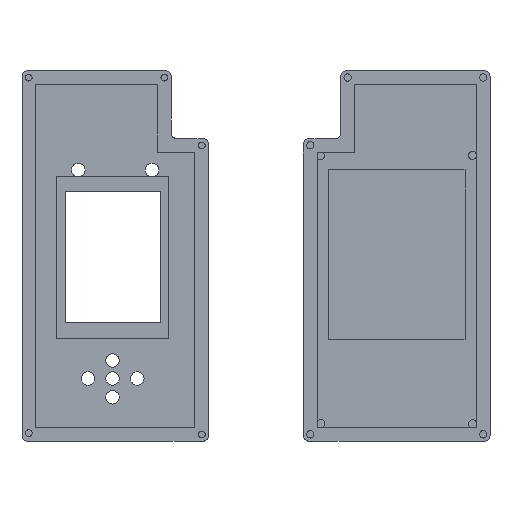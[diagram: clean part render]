
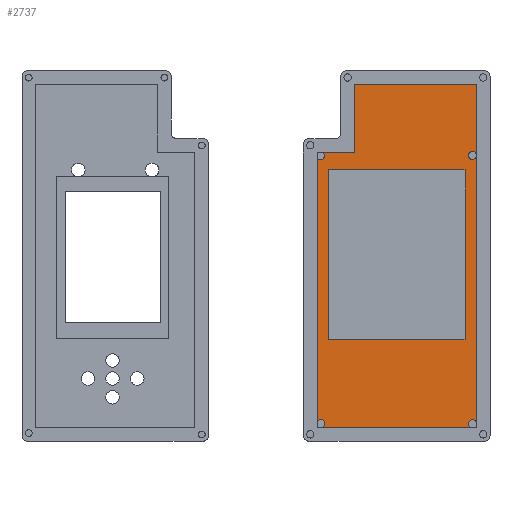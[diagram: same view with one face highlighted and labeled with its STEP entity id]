
A CAD part, top view. The second image highlights one B-rep face of the part: STEP entity #2737.
In plain terms, the highlighted planar face has unit normal (0, 0, 1).
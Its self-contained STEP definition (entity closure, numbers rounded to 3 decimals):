
#124=FACE_BOUND('',#434,.T.);
#261=FACE_OUTER_BOUND('',#433,.T.);
#433=EDGE_LOOP('',(#2188,#2189,#2190,#2191,#2192,#2193,#2194,#2195,#2196,
#2197,#2198));
#434=EDGE_LOOP('',(#2199,#2200,#2201,#2202));
#659=CIRCLE('',#3023,1.5);
#660=CIRCLE('',#3025,1.5);
#661=CIRCLE('',#3027,1.5);
#662=CIRCLE('',#3028,1.5);
#719=LINE('',#4057,#945);
#728=LINE('',#4080,#954);
#736=LINE('',#4098,#962);
#764=LINE('',#4224,#990);
#768=LINE('',#4231,#994);
#826=LINE('',#4486,#1052);
#827=LINE('',#4487,#1053);
#828=LINE('',#4491,#1054);
#829=LINE('',#4493,#1055);
#830=LINE('',#4495,#1056);
#831=LINE('',#4496,#1057);
#945=VECTOR('',#3170,10.);
#954=VECTOR('',#3189,10.);
#962=VECTOR('',#3203,10.);
#990=VECTOR('',#3343,10.);
#994=VECTOR('',#3347,10.);
#1052=VECTOR('',#3667,10.);
#1053=VECTOR('',#3668,10.);
#1054=VECTOR('',#3671,10.);
#1055=VECTOR('',#3672,10.);
#1056=VECTOR('',#3673,10.);
#1057=VECTOR('',#3674,10.);
#1171=VERTEX_POINT('',#4054);
#1172=VERTEX_POINT('',#4056);
#1180=VERTEX_POINT('',#4077);
#1181=VERTEX_POINT('',#4079);
#1187=VERTEX_POINT('',#4095);
#1188=VERTEX_POINT('',#4097);
#1229=VERTEX_POINT('',#4221);
#1230=VERTEX_POINT('',#4223);
#1232=VERTEX_POINT('',#4228);
#1233=VERTEX_POINT('',#4230);
#1299=VERTEX_POINT('',#4485);
#1300=VERTEX_POINT('',#4489);
#1301=VERTEX_POINT('',#4490);
#1302=VERTEX_POINT('',#4492);
#1303=VERTEX_POINT('',#4494);
#1413=EDGE_CURVE('',#1171,#1172,#719,.T.);
#1424=EDGE_CURVE('',#1180,#1181,#728,.T.);
#1433=EDGE_CURVE('',#1187,#1188,#736,.T.);
#1497=EDGE_CURVE('',#1229,#1230,#764,.T.);
#1501=EDGE_CURVE('',#1232,#1233,#768,.T.);
#1622=EDGE_CURVE('',#1171,#1188,#659,.T.);
#1623=EDGE_CURVE('',#1229,#1233,#660,.T.);
#1624=EDGE_CURVE('',#1187,#1230,#661,.T.);
#1625=EDGE_CURVE('',#1299,#1232,#826,.T.);
#1626=EDGE_CURVE('',#1181,#1299,#827,.T.);
#1627=EDGE_CURVE('',#1180,#1172,#662,.T.);
#1628=EDGE_CURVE('',#1300,#1301,#828,.T.);
#1629=EDGE_CURVE('',#1301,#1302,#829,.T.);
#1630=EDGE_CURVE('',#1302,#1303,#830,.T.);
#1631=EDGE_CURVE('',#1303,#1300,#831,.T.);
#2188=ORIENTED_EDGE('',*,*,#1622,.T.);
#2189=ORIENTED_EDGE('',*,*,#1433,.F.);
#2190=ORIENTED_EDGE('',*,*,#1624,.T.);
#2191=ORIENTED_EDGE('',*,*,#1497,.F.);
#2192=ORIENTED_EDGE('',*,*,#1623,.T.);
#2193=ORIENTED_EDGE('',*,*,#1501,.F.);
#2194=ORIENTED_EDGE('',*,*,#1625,.F.);
#2195=ORIENTED_EDGE('',*,*,#1626,.F.);
#2196=ORIENTED_EDGE('',*,*,#1424,.F.);
#2197=ORIENTED_EDGE('',*,*,#1627,.T.);
#2198=ORIENTED_EDGE('',*,*,#1413,.F.);
#2199=ORIENTED_EDGE('',*,*,#1628,.T.);
#2200=ORIENTED_EDGE('',*,*,#1629,.T.);
#2201=ORIENTED_EDGE('',*,*,#1630,.T.);
#2202=ORIENTED_EDGE('',*,*,#1631,.T.);
#2602=PLANE('',#3026);
#2737=ADVANCED_FACE('',(#261,#124),#2602,.F.);
#3023=AXIS2_PLACEMENT_3D('',#4480,#3657,#3658);
#3025=AXIS2_PLACEMENT_3D('',#4482,#3661,#3662);
#3026=AXIS2_PLACEMENT_3D('',#4483,#3663,#3664);
#3027=AXIS2_PLACEMENT_3D('',#4484,#3665,#3666);
#3028=AXIS2_PLACEMENT_3D('',#4488,#3669,#3670);
#3170=DIRECTION('',(0.,1.,0.));
#3189=DIRECTION('',(1.,0.,0.));
#3203=DIRECTION('',(-1.,0.,0.));
#3343=DIRECTION('',(0.,-1.,0.));
#3347=DIRECTION('',(0.,-1.,0.));
#3657=DIRECTION('center_axis',(0.,0.,-1.));
#3658=DIRECTION('ref_axis',(-1.,0.,0.));
#3661=DIRECTION('center_axis',(0.,0.,-1.));
#3662=DIRECTION('ref_axis',(-1.,0.,0.));
#3663=DIRECTION('center_axis',(0.,0.,-1.));
#3664=DIRECTION('ref_axis',(-1.,0.,0.));
#3665=DIRECTION('center_axis',(0.,0.,-1.));
#3666=DIRECTION('ref_axis',(-1.,0.,0.));
#3667=DIRECTION('',(1.,0.,0.));
#3668=DIRECTION('',(0.,1.,0.));
#3669=DIRECTION('center_axis',(0.,0.,-1.));
#3670=DIRECTION('ref_axis',(-1.,0.,0.));
#3671=DIRECTION('',(-1.,0.,0.));
#3672=DIRECTION('',(0.,1.,0.));
#3673=DIRECTION('',(1.,0.,0.));
#3674=DIRECTION('',(0.,-1.,0.));
#4054=CARTESIAN_POINT('',(-50.,-23.088,5.));
#4056=CARTESIAN_POINT('',(-50.,74.457,5.));
#4057=CARTESIAN_POINT('',(-50.,76.576,5.));
#4077=CARTESIAN_POINT('',(-47.991,76.576,5.));
#4079=CARTESIAN_POINT('',(-36.215,76.576,5.));
#4080=CARTESIAN_POINT('',(8.785,76.576,5.));
#4095=CARTESIAN_POINT('',(6.758,-25.,5.));
#4097=CARTESIAN_POINT('',(-48.335,-25.,5.));
#4098=CARTESIAN_POINT('',(-50.,-25.,5.));
#4221=CARTESIAN_POINT('',(8.785,75.123,5.));
#4223=CARTESIAN_POINT('',(8.785,-23.194,5.));
#4224=CARTESIAN_POINT('',(8.785,-25.,5.));
#4228=CARTESIAN_POINT('',(8.785,101.576,5.));
#4230=CARTESIAN_POINT('',(8.785,75.61,5.));
#4231=CARTESIAN_POINT('',(8.785,-25.,5.));
#4480=CARTESIAN_POINT('Origin',(-48.563,-23.517,5.));
#4482=CARTESIAN_POINT('Origin',(7.305,75.366,5.));
#4483=CARTESIAN_POINT('Origin',(-20.608,38.288,5.));
#4484=CARTESIAN_POINT('Origin',(7.347,-23.62,5.));
#4485=CARTESIAN_POINT('',(-36.215,101.576,5.));
#4486=CARTESIAN_POINT('',(-36.215,101.576,5.));
#4487=CARTESIAN_POINT('',(-36.215,76.576,5.));
#4488=CARTESIAN_POINT('Origin',(-48.746,75.28,5.));
#4489=CARTESIAN_POINT('',(4.568,7.534,5.));
#4490=CARTESIAN_POINT('',(-45.932,7.534,5.));
#4491=CARTESIAN_POINT('',(-8.02,7.534,5.));
#4492=CARTESIAN_POINT('',(-45.932,70.034,5.));
#4493=CARTESIAN_POINT('',(-45.932,22.911,5.));
#4494=CARTESIAN_POINT('',(4.568,70.034,5.));
#4495=CARTESIAN_POINT('',(-33.27,70.034,5.));
#4496=CARTESIAN_POINT('',(4.568,54.161,5.));
